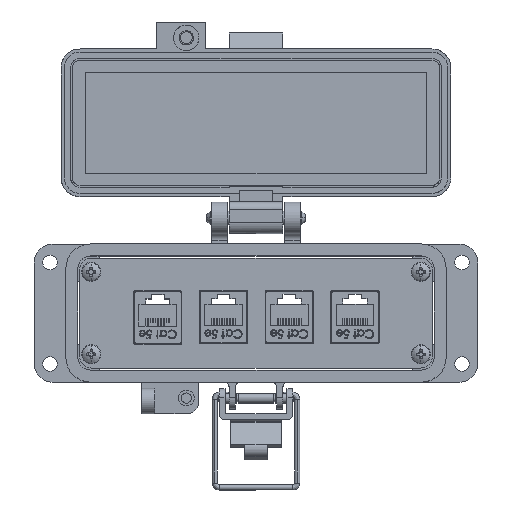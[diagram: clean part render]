
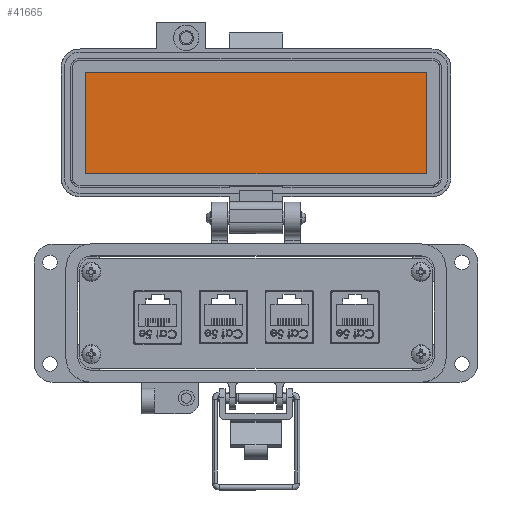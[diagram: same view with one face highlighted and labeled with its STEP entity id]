
A CAD part, top view. The second image highlights one B-rep face of the part: STEP entity #41665.
In plain terms, the highlighted planar face has unit normal (0, 0, 1).
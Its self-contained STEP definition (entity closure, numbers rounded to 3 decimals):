
#1059 = EDGE_LOOP ( 'NONE', ( #13986, #14155, #27416, #31803 ) ) ;
#2164 = CARTESIAN_POINT ( 'NONE',  ( 42., 51.154, -25.55 ) ) ;
#2172 = LINE ( 'NONE', #18647, #43507 ) ;
#3295 = LINE ( 'NONE', #10498, #44609 ) ;
#4829 = CARTESIAN_POINT ( 'NONE',  ( 53.75, 67.154, -25.55 ) ) ;
#9372 = DIRECTION ( 'NONE',  ( 0., 0., 1. ) ) ;
#10498 = CARTESIAN_POINT ( 'NONE',  ( -8.5, 83.154, -25.55 ) ) ;
#10970 = VERTEX_POINT ( 'NONE', #19829 ) ;
#13986 = ORIENTED_EDGE ( 'NONE', *, *, #41015, .F. ) ;
#14155 = ORIENTED_EDGE ( 'NONE', *, *, #36425, .F. ) ;
#15955 = CARTESIAN_POINT ( 'NONE',  ( 53.75, 51.154, -25.55 ) ) ;
#18647 = CARTESIAN_POINT ( 'NONE',  ( -53.75, 67.154, -25.55 ) ) ;
#19829 = CARTESIAN_POINT ( 'NONE',  ( 53.75, 83.154, -25.55 ) ) ;
#24920 = VERTEX_POINT ( 'NONE', #34704 ) ;
#25997 = VECTOR ( 'NONE', #28781, 1000. ) ;
#26535 = AXIS2_PLACEMENT_3D ( 'NONE', #33350, #9372, #37401 ) ;
#27416 = ORIENTED_EDGE ( 'NONE', *, *, #33838, .F. ) ;
#28505 = EDGE_CURVE ( 'NONE', #10970, #39726, #37911, .T. ) ;
#28771 = CARTESIAN_POINT ( 'NONE',  ( -53.75, 83.154, -25.55 ) ) ;
#28781 = DIRECTION ( 'NONE',  ( 0., -1., 0. ) ) ;
#28797 = PLANE ( 'NONE',  #26535 ) ;
#30173 = DIRECTION ( 'NONE',  ( -1., 0., 0. ) ) ;
#31803 = ORIENTED_EDGE ( 'NONE', *, *, #28505, .F. ) ;
#33350 = CARTESIAN_POINT ( 'NONE',  ( -8.5, 67.154, -25.55 ) ) ;
#33567 = FACE_OUTER_BOUND ( 'NONE', #1059, .T. ) ;
#33838 = EDGE_CURVE ( 'NONE', #39726, #24920, #41991, .T. ) ;
#34500 = DIRECTION ( 'NONE',  ( 1., 0., 0. ) ) ;
#34704 = CARTESIAN_POINT ( 'NONE',  ( -53.75, 51.154, -25.55 ) ) ;
#36425 = EDGE_CURVE ( 'NONE', #24920, #45073, #2172, .T. ) ;
#37401 = DIRECTION ( 'NONE',  ( 0., -1., 0. ) ) ;
#37911 = LINE ( 'NONE', #4829, #25997 ) ;
#39726 = VERTEX_POINT ( 'NONE', #15955 ) ;
#41015 = EDGE_CURVE ( 'NONE', #45073, #10970, #3295, .T. ) ;
#41665 = ADVANCED_FACE ( 'NONE', ( #33567 ), #28797, .T. ) ;
#41991 = LINE ( 'NONE', #2164, #43259 ) ;
#43259 = VECTOR ( 'NONE', #30173, 1000. ) ;
#43507 = VECTOR ( 'NONE', #50861, 1000. ) ;
#44609 = VECTOR ( 'NONE', #34500, 1000. ) ;
#45073 = VERTEX_POINT ( 'NONE', #28771 ) ;
#50861 = DIRECTION ( 'NONE',  ( 0., 1., 0. ) ) ;
